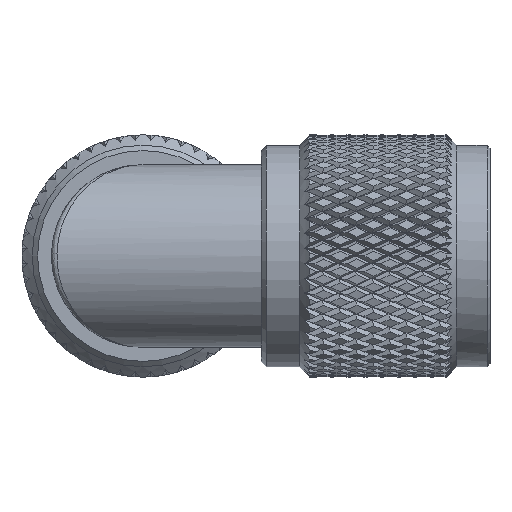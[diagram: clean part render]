
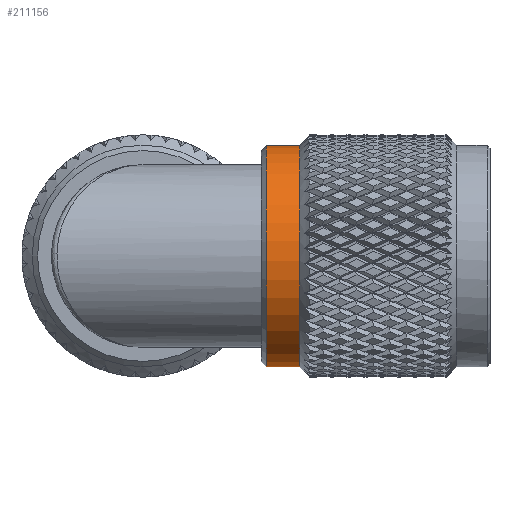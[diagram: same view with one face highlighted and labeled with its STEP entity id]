
A CAD part, front view. The second image highlights one B-rep face of the part: STEP entity #211156.
In plain terms, the highlighted cylindrical face has radius 10.461 mm (diameter 20.923 mm), a full revolution.
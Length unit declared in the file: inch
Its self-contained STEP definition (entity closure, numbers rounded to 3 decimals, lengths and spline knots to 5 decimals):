
#14533 = DIRECTION ( 'NONE',  ( 1., 0., 0. ) ) ;
#18096 = AXIS2_PLACEMENT_3D ( 'NONE', #121923, #189267, #36681 ) ;
#20471 = VERTEX_POINT ( 'NONE', #52966 ) ;
#35431 = CYLINDRICAL_SURFACE ( 'NONE', #93438, 0.41186 ) ;
#36681 = DIRECTION ( 'NONE',  ( 0., 0.924, 0.382 ) ) ;
#39371 = CARTESIAN_POINT ( 'NONE',  ( 0.58202, 0.38066, 0.15727 ) ) ;
#42059 = ORIENTED_EDGE ( 'NONE', *, *, #197370, .T. ) ;
#44317 = EDGE_LOOP ( 'NONE', ( #133826 ) ) ;
#46766 = CIRCLE ( 'NONE', #18096, 0.41186 ) ;
#51098 = DIRECTION ( 'NONE',  ( 1., 0., 0. ) ) ;
#52966 = CARTESIAN_POINT ( 'NONE',  ( 0.459, 0.38066, 0.15727 ) ) ;
#63628 = EDGE_CURVE ( 'NONE', #92027, #92027, #46766, .T. ) ;
#72371 = FACE_OUTER_BOUND ( 'NONE', #44317, .T. ) ;
#92027 = VERTEX_POINT ( 'NONE', #39371 ) ;
#93438 = AXIS2_PLACEMENT_3D ( 'NONE', #138592, #51098, #209263 ) ;
#121923 = CARTESIAN_POINT ( 'NONE',  ( 0.58202, 0., 0. ) ) ;
#133826 = ORIENTED_EDGE ( 'NONE', *, *, #63628, .F. ) ;
#135667 = DIRECTION ( 'NONE',  ( 0., 0.924, 0.382 ) ) ;
#138592 = CARTESIAN_POINT ( 'NONE',  ( 1.29, 0., 0. ) ) ;
#152519 = CARTESIAN_POINT ( 'NONE',  ( 0.459, 0., 0. ) ) ;
#175494 = AXIS2_PLACEMENT_3D ( 'NONE', #152519, #14533, #135667 ) ;
#182720 = CIRCLE ( 'NONE', #175494, 0.41186 ) ;
#189267 = DIRECTION ( 'NONE',  ( 1., 0., 0. ) ) ;
#190228 = FACE_OUTER_BOUND ( 'NONE', #214288, .T. ) ;
#197370 = EDGE_CURVE ( 'NONE', #20471, #20471, #182720, .T. ) ;
#209263 = DIRECTION ( 'NONE',  ( 0., 0.924, 0.382 ) ) ;
#211156 = ADVANCED_FACE ( 'NONE', ( #190228, #72371 ), #35431, .T. ) ;
#214288 = EDGE_LOOP ( 'NONE', ( #42059 ) ) ;
